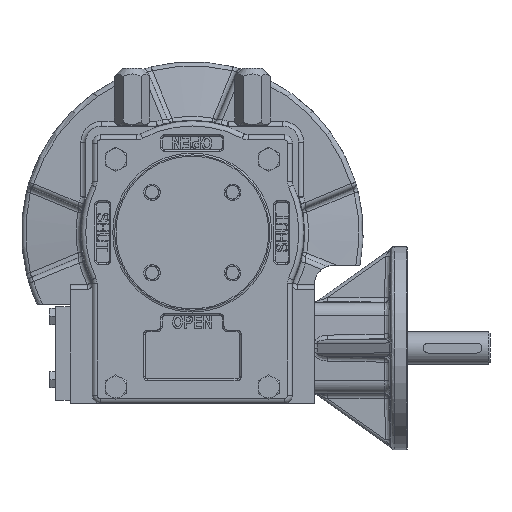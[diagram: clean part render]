
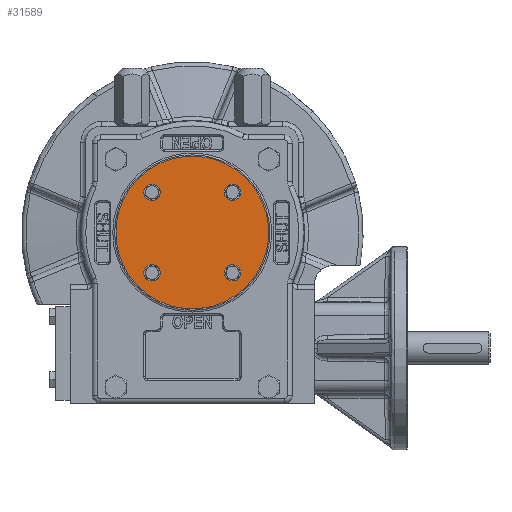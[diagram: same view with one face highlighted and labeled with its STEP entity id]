
A CAD part, top view. The second image highlights one B-rep face of the part: STEP entity #31589.
In plain terms, the highlighted planar face has unit normal (0, 0, 1).
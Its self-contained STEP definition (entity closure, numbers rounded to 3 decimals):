
#828=CIRCLE('',#33121,5.);
#830=CIRCLE('',#33125,5.);
#832=CIRCLE('',#33129,5.);
#834=CIRCLE('',#33133,5.);
#836=CIRCLE('',#33137,47.);
#3564=ORIENTED_EDGE('',*,*,#9858,.F.);
#3565=ORIENTED_EDGE('',*,*,#9860,.F.);
#3566=ORIENTED_EDGE('',*,*,#9868,.F.);
#3567=ORIENTED_EDGE('',*,*,#9870,.F.);
#3568=ORIENTED_EDGE('',*,*,#9878,.F.);
#9858=EDGE_CURVE('',#13025,#13025,#828,.F.);
#9860=EDGE_CURVE('',#13027,#13027,#830,.F.);
#9868=EDGE_CURVE('',#13035,#13035,#832,.F.);
#9870=EDGE_CURVE('',#13037,#13037,#834,.F.);
#9878=EDGE_CURVE('',#13045,#13045,#836,.T.);
#13025=VERTEX_POINT('',#43372);
#13027=VERTEX_POINT('',#43378);
#13035=VERTEX_POINT('',#43396);
#13037=VERTEX_POINT('',#43402);
#13045=VERTEX_POINT('',#43420);
#17088=EDGE_LOOP('',(#3564));
#17089=EDGE_LOOP('',(#3565));
#17090=EDGE_LOOP('',(#3566));
#17091=EDGE_LOOP('',(#3567));
#17092=EDGE_LOOP('',(#3568));
#18895=FACE_BOUND('',#17088,.T.);
#18896=FACE_BOUND('',#17089,.T.);
#18897=FACE_BOUND('',#17090,.T.);
#18898=FACE_BOUND('',#17091,.T.);
#18899=FACE_BOUND('',#17092,.T.);
#20665=PLANE('',#33139);
#31589=ADVANCED_FACE('',(#18895,#18896,#18897,#18898,#18899),#20665,.F.);
#33121=AXIS2_PLACEMENT_3D('',#43371,#35746,#35747);
#33125=AXIS2_PLACEMENT_3D('',#43377,#35754,#35755);
#33129=AXIS2_PLACEMENT_3D('',#43395,#35768,#35769);
#33133=AXIS2_PLACEMENT_3D('',#43401,#35776,#35777);
#33137=AXIS2_PLACEMENT_3D('',#43419,#35790,#35791);
#33139=AXIS2_PLACEMENT_3D('',#43423,#35794,#35795);
#35746=DIRECTION('',(0.,0.,-1.));
#35747=DIRECTION('',(-1.,0.,0.));
#35754=DIRECTION('',(0.,0.,-1.));
#35755=DIRECTION('',(-1.,0.,0.));
#35768=DIRECTION('',(0.,0.,-1.));
#35769=DIRECTION('',(-1.,0.,0.));
#35776=DIRECTION('',(0.,0.,-1.));
#35777=DIRECTION('',(-1.,0.,0.));
#35790=DIRECTION('',(0.,0.,-1.));
#35791=DIRECTION('',(0.707,0.707,0.));
#35794=DIRECTION('',(0.,0.,-1.));
#35795=DIRECTION('',(-0.707,-0.707,0.));
#43371=CARTESIAN_POINT('',(24.749,-24.749,83.5));
#43372=CARTESIAN_POINT('',(19.749,-24.749,83.5));
#43377=CARTESIAN_POINT('',(-24.749,-24.749,83.5));
#43378=CARTESIAN_POINT('',(-29.749,-24.749,83.5));
#43395=CARTESIAN_POINT('',(24.749,24.749,83.5));
#43396=CARTESIAN_POINT('',(19.749,24.749,83.5));
#43401=CARTESIAN_POINT('',(-24.749,24.749,83.5));
#43402=CARTESIAN_POINT('',(-29.749,24.749,83.5));
#43419=CARTESIAN_POINT('',(0.,0.,83.5));
#43420=CARTESIAN_POINT('',(33.234,33.234,83.5));
#43423=CARTESIAN_POINT('',(0.,0.,83.5));
